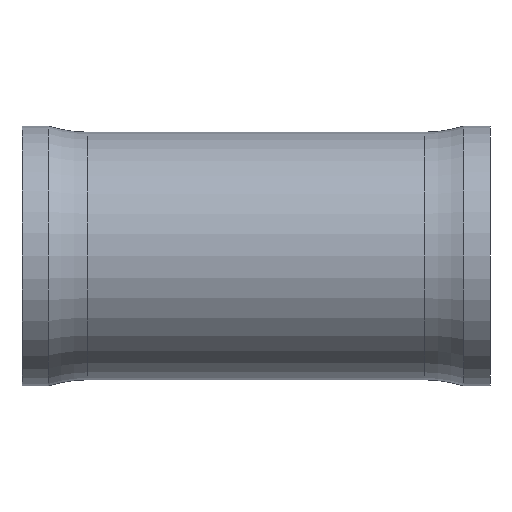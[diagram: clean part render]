
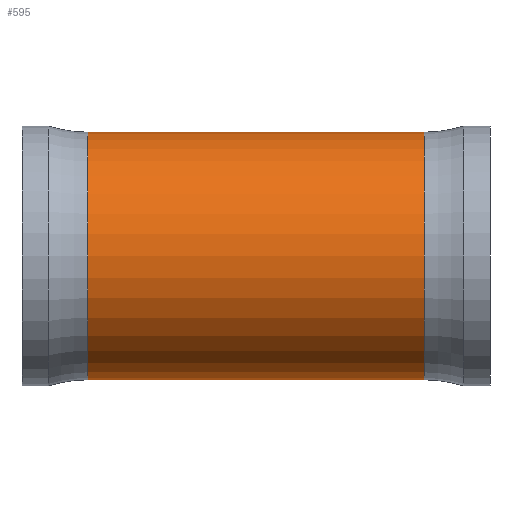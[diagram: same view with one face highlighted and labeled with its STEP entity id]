
A CAD part, left-side view. The second image highlights one B-rep face of the part: STEP entity #595.
In plain terms, the highlighted cylindrical face has radius 23.812 mm (diameter 47.625 mm), a partial arc.
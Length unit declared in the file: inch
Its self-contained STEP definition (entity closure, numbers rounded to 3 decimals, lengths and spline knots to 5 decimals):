
#14 = VECTOR ( 'NONE', #173, 39.37008 ) ;
#28 = EDGE_CURVE ( 'NONE', #56, #529, #550, .T. ) ;
#44 = CARTESIAN_POINT ( 'NONE',  ( 0., 3.04491, 0.9375 ) ) ;
#51 = CARTESIAN_POINT ( 'NONE',  ( 0., 0.49839, -0.9375 ) ) ;
#56 = VERTEX_POINT ( 'NONE', #193 ) ;
#58 = EDGE_CURVE ( 'NONE', #142, #56, #544, .T. ) ;
#67 = EDGE_CURVE ( 'NONE', #142, #470, #80, .T. ) ;
#68 = DIRECTION ( 'NONE',  ( 0., 1., 0. ) ) ;
#70 = CARTESIAN_POINT ( 'NONE',  ( 0., 3.04491, -0.9375 ) ) ;
#80 = LINE ( 'NONE', #120, #607 ) ;
#120 = CARTESIAN_POINT ( 'NONE',  ( 0., 5.49933, -0.9375 ) ) ;
#142 = VERTEX_POINT ( 'NONE', #51 ) ;
#144 = DIRECTION ( 'NONE',  ( 0., 1., 0. ) ) ;
#151 = CARTESIAN_POINT ( 'NONE',  ( 0., 5.49933, 0. ) ) ;
#173 = DIRECTION ( 'NONE',  ( 0., 1., 0. ) ) ;
#193 = CARTESIAN_POINT ( 'NONE',  ( 0., 0.49839, 0.9375 ) ) ;
#194 = CYLINDRICAL_SURFACE ( 'NONE', #251, 0.9375 ) ;
#223 = AXIS2_PLACEMENT_3D ( 'NONE', #488, #274, #501 ) ;
#232 = AXIS2_PLACEMENT_3D ( 'NONE', #362, #68, #538 ) ;
#251 = AXIS2_PLACEMENT_3D ( 'NONE', #151, #537, #437 ) ;
#274 = DIRECTION ( 'NONE',  ( 0., 1., 0. ) ) ;
#279 = ORIENTED_EDGE ( 'NONE', *, *, #67, .F. ) ;
#327 = ORIENTED_EDGE ( 'NONE', *, *, #589, .F. ) ;
#353 = EDGE_LOOP ( 'NONE', ( #279, #541, #455, #327 ) ) ;
#362 = CARTESIAN_POINT ( 'NONE',  ( 0., 3.04491, 0. ) ) ;
#437 = DIRECTION ( 'NONE',  ( 0., 0., 1. ) ) ;
#438 = CIRCLE ( 'NONE', #232, 0.9375 ) ;
#455 = ORIENTED_EDGE ( 'NONE', *, *, #28, .T. ) ;
#470 = VERTEX_POINT ( 'NONE', #70 ) ;
#488 = CARTESIAN_POINT ( 'NONE',  ( 0., 0.49839, 0. ) ) ;
#501 = DIRECTION ( 'NONE',  ( 0., 0., 1. ) ) ;
#529 = VERTEX_POINT ( 'NONE', #44 ) ;
#537 = DIRECTION ( 'NONE',  ( 0., 1., 0. ) ) ;
#538 = DIRECTION ( 'NONE',  ( 0., 0., 1. ) ) ;
#541 = ORIENTED_EDGE ( 'NONE', *, *, #58, .T. ) ;
#544 = CIRCLE ( 'NONE', #223, 0.9375 ) ;
#550 = LINE ( 'NONE', #561, #14 ) ;
#561 = CARTESIAN_POINT ( 'NONE',  ( 0., 5.49933, 0.9375 ) ) ;
#583 = FACE_OUTER_BOUND ( 'NONE', #353, .T. ) ;
#589 = EDGE_CURVE ( 'NONE', #470, #529, #438, .T. ) ;
#595 = ADVANCED_FACE ( 'NONE', ( #583 ), #194, .T. ) ;
#607 = VECTOR ( 'NONE', #144, 39.37008 ) ;
